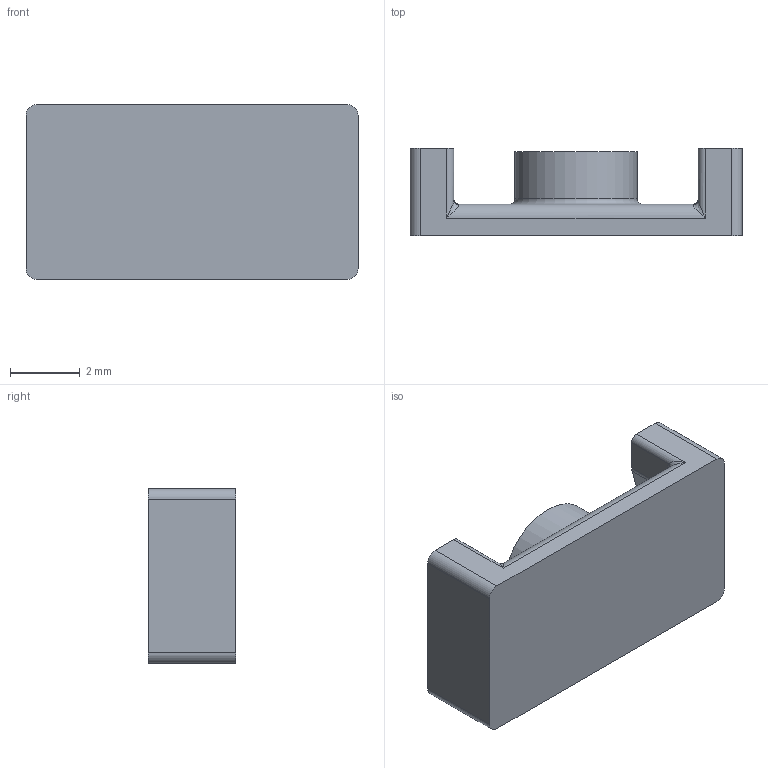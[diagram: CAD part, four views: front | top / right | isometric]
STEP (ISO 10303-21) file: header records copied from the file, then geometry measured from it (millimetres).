
FILE_DESCRIPTION((''),'2;1');
FILE_NAME('C61036-A0135-C003-02-7606','2024-03-19T',('EE4793'),(''),'PRO/ENGINEER BY PARAMETRIC TECHNOLOGY CORPORATION, 2014000','PRO/ENGINEER BY PARAMETRIC TECHNOLOGY CORPORATION, 2014000','');
FILE_SCHEMA(('AUTOMOTIVE_DESIGN { 1 0 10303 214 1 1 1 1 }'));
Length unit declared in the file: millimetre
Products named in the file (1): C61036-A0135-C003-02-7606
Bounding box: 9.5 x 2.5 x 5 mm (x, y, z)
Volume: 75.1 mm3; surface area: 172.1 mm2
Topology: 1 solids, 1 shells, 51 faces, 122 edges, 74 vertices
Faces by surface type: cylinder 22, plane 13, torus 12, bspline 4
Entity records: 2092 total; most frequent: CARTESIAN_POINT 789, DIRECTION 270, ORIENTED_EDGE 244, EDGE_CURVE 122, AXIS2_PLACEMENT_3D 109, VERTEX_POINT 74, CIRCLE 62, VECTOR 52
